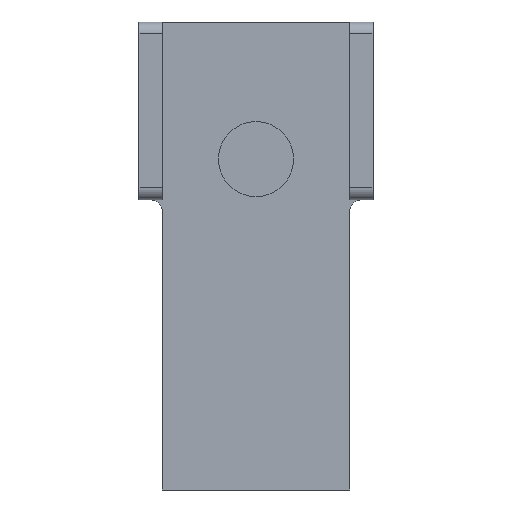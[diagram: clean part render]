
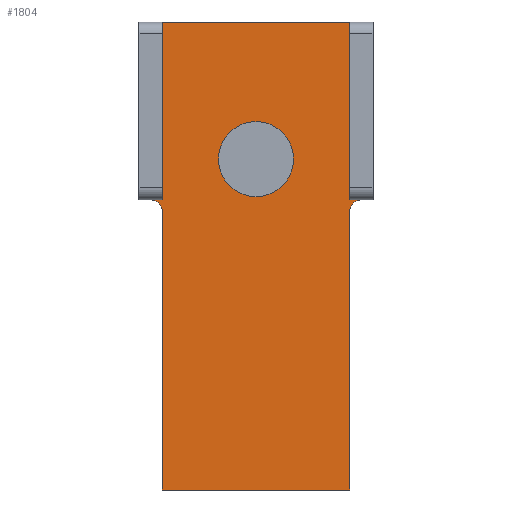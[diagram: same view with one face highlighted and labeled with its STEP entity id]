
A CAD part, front view. The second image highlights one B-rep face of the part: STEP entity #1804.
In plain terms, the highlighted planar face has unit normal (0, -1, 0).
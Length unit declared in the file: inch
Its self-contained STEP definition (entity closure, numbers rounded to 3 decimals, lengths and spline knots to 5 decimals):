
#28 = EDGE_LOOP ( 'NONE', ( #144, #363 ) ) ;
#39 = CARTESIAN_POINT ( 'NONE',  ( 0.7874, -0.3937, -0.84803 ) ) ;
#42 = CARTESIAN_POINT ( 'NONE',  ( 0.8874, -0.3937, -0.74803 ) ) ;
#50 = CARTESIAN_POINT ( 'NONE',  ( -0.7874, -0.3937, 2.50871 ) ) ;
#108 = VECTOR ( 'NONE', #355, 39.37008 ) ;
#112 = VERTEX_POINT ( 'NONE', #196 ) ;
#123 = ORIENTED_EDGE ( 'NONE', *, *, #777, .F. ) ;
#125 = EDGE_CURVE ( 'NONE', #112, #862, #1989, .T. ) ;
#144 = ORIENTED_EDGE ( 'NONE', *, *, #2444, .F. ) ;
#176 = LINE ( 'NONE', #2297, #2077 ) ;
#196 = CARTESIAN_POINT ( 'NONE',  ( 0., -0.3937, -0.72133 ) ) ;
#227 = CARTESIAN_POINT ( 'NONE',  ( -0.7874, -0.3937, 2.50871 ) ) ;
#302 = ORIENTED_EDGE ( 'NONE', *, *, #1605, .T. ) ;
#320 = VERTEX_POINT ( 'NONE', #2329 ) ;
#355 = DIRECTION ( 'NONE',  ( 1., 0., 0. ) ) ;
#360 = AXIS2_PLACEMENT_3D ( 'NONE', #50, #2233, #843 ) ;
#363 = ORIENTED_EDGE ( 'NONE', *, *, #125, .F. ) ;
#368 = EDGE_LOOP ( 'NONE', ( #123, #1134, #912, #2262, #2548, #302, #468, #1263, #1964, #1074 ) ) ;
#396 = DIRECTION ( 'NONE',  ( 0., 1., 0. ) ) ;
#450 = FACE_BOUND ( 'NONE', #28, .T. ) ;
#460 = CARTESIAN_POINT ( 'NONE',  ( -0.7874, -0.3937, 0.74803 ) ) ;
#468 = ORIENTED_EDGE ( 'NONE', *, *, #1882, .T. ) ;
#497 = CARTESIAN_POINT ( 'NONE',  ( -0.7874, -0.3937, -3.18898 ) ) ;
#501 = VERTEX_POINT ( 'NONE', #2436 ) ;
#571 = CARTESIAN_POINT ( 'NONE',  ( 0., -0.3937, -0.4054 ) ) ;
#581 = LINE ( 'NONE', #755, #654 ) ;
#609 = LINE ( 'NONE', #227, #1295 ) ;
#654 = VECTOR ( 'NONE', #1514, 39.37008 ) ;
#664 = VERTEX_POINT ( 'NONE', #1434 ) ;
#743 = EDGE_CURVE ( 'NONE', #1749, #320, #1122, .T. ) ;
#755 = CARTESIAN_POINT ( 'NONE',  ( -0.7874, -0.3937, 2.50871 ) ) ;
#766 = CARTESIAN_POINT ( 'NONE',  ( 0.7874, -0.3937, 2.50871 ) ) ;
#773 = CIRCLE ( 'NONE', #1795, 0.1 ) ;
#777 = EDGE_CURVE ( 'NONE', #1489, #831, #1510, .T. ) ;
#817 = EDGE_CURVE ( 'NONE', #831, #2357, #176, .T. ) ;
#831 = VERTEX_POINT ( 'NONE', #871 ) ;
#837 = CARTESIAN_POINT ( 'NONE',  ( -0.8874, -0.3937, -0.74803 ) ) ;
#843 = DIRECTION ( 'NONE',  ( 0., 0., 1. ) ) ;
#862 = VERTEX_POINT ( 'NONE', #2055 ) ;
#868 = CARTESIAN_POINT ( 'NONE',  ( 0.7874, -0.3937, -3.18898 ) ) ;
#871 = CARTESIAN_POINT ( 'NONE',  ( 0.7874, -0.3937, -0.74803 ) ) ;
#889 = AXIS2_PLACEMENT_3D ( 'NONE', #1401, #1768, #2196 ) ;
#912 = ORIENTED_EDGE ( 'NONE', *, *, #2338, .T. ) ;
#919 = DIRECTION ( 'NONE',  ( 1., 0., 0. ) ) ;
#933 = VECTOR ( 'NONE', #1258, 39.37008 ) ;
#953 = DIRECTION ( 'NONE',  ( 0., 0., 1. ) ) ;
#986 = DIRECTION ( 'NONE',  ( 0., -1., 0. ) ) ;
#1016 = DIRECTION ( 'NONE',  ( 0., 0., -1. ) ) ;
#1032 = LINE ( 'NONE', #460, #2246 ) ;
#1074 = ORIENTED_EDGE ( 'NONE', *, *, #817, .F. ) ;
#1122 = LINE ( 'NONE', #2086, #1659 ) ;
#1134 = ORIENTED_EDGE ( 'NONE', *, *, #1413, .T. ) ;
#1156 = CARTESIAN_POINT ( 'NONE',  ( 0., -0.3937, -0.4054 ) ) ;
#1190 = EDGE_CURVE ( 'NONE', #1749, #2357, #2488, .T. ) ;
#1258 = DIRECTION ( 'NONE',  ( 1., 0., 0. ) ) ;
#1263 = ORIENTED_EDGE ( 'NONE', *, *, #743, .F. ) ;
#1295 = VECTOR ( 'NONE', #1016, 39.37008 ) ;
#1305 = LINE ( 'NONE', #868, #933 ) ;
#1325 = CARTESIAN_POINT ( 'NONE',  ( -0.7874, -0.3937, 0.74803 ) ) ;
#1401 = CARTESIAN_POINT ( 'NONE',  ( 0.8874, -0.3937, -0.84803 ) ) ;
#1413 = EDGE_CURVE ( 'NONE', #1489, #2173, #1032, .T. ) ;
#1434 = CARTESIAN_POINT ( 'NONE',  ( -0.7874, -0.3937, -0.84803 ) ) ;
#1436 = FACE_OUTER_BOUND ( 'NONE', #368, .T. ) ;
#1489 = VERTEX_POINT ( 'NONE', #2247 ) ;
#1510 = LINE ( 'NONE', #766, #1994 ) ;
#1514 = DIRECTION ( 'NONE',  ( 0., 0., -1. ) ) ;
#1520 = CARTESIAN_POINT ( 'NONE',  ( -0.8874, -0.3937, -0.84803 ) ) ;
#1525 = EDGE_CURVE ( 'NONE', #2352, #501, #2325, .T. ) ;
#1528 = CARTESIAN_POINT ( 'NONE',  ( -0.7874, -0.3937, -0.74803 ) ) ;
#1605 = EDGE_CURVE ( 'NONE', #664, #1952, #581, .T. ) ;
#1659 = VECTOR ( 'NONE', #2293, 39.37008 ) ;
#1749 = VERTEX_POINT ( 'NONE', #39 ) ;
#1768 = DIRECTION ( 'NONE',  ( 0., 1., 0. ) ) ;
#1795 = AXIS2_PLACEMENT_3D ( 'NONE', #1520, #396, #953 ) ;
#1804 = ADVANCED_FACE ( 'NONE', ( #450, #1436 ), #1821, .F. ) ;
#1821 = PLANE ( 'NONE',  #360 ) ;
#1882 = EDGE_CURVE ( 'NONE', #1952, #320, #1305, .T. ) ;
#1938 = DIRECTION ( 'NONE',  ( 0., 0., -1. ) ) ;
#1948 = DIRECTION ( 'NONE',  ( 0., 0., 1. ) ) ;
#1952 = VERTEX_POINT ( 'NONE', #497 ) ;
#1964 = ORIENTED_EDGE ( 'NONE', *, *, #1190, .T. ) ;
#1989 = CIRCLE ( 'NONE', #2114, 0.31593 ) ;
#1994 = VECTOR ( 'NONE', #1938, 39.37008 ) ;
#2007 = AXIS2_PLACEMENT_3D ( 'NONE', #571, #2493, #2300 ) ;
#2055 = CARTESIAN_POINT ( 'NONE',  ( 0., -0.3937, -0.08946 ) ) ;
#2077 = VECTOR ( 'NONE', #919, 39.37008 ) ;
#2086 = CARTESIAN_POINT ( 'NONE',  ( 0.7874, -0.3937, 2.50871 ) ) ;
#2088 = EDGE_CURVE ( 'NONE', #2352, #664, #773, .T. ) ;
#2114 = AXIS2_PLACEMENT_3D ( 'NONE', #1156, #986, #1948 ) ;
#2130 = CIRCLE ( 'NONE', #2007, 0.31593 ) ;
#2173 = VERTEX_POINT ( 'NONE', #1325 ) ;
#2196 = DIRECTION ( 'NONE',  ( 0., 0., 1. ) ) ;
#2222 = DIRECTION ( 'NONE',  ( -1., 0., 0. ) ) ;
#2233 = DIRECTION ( 'NONE',  ( 0., 1., 0. ) ) ;
#2246 = VECTOR ( 'NONE', #2222, 39.37008 ) ;
#2247 = CARTESIAN_POINT ( 'NONE',  ( 0.7874, -0.3937, 0.74803 ) ) ;
#2262 = ORIENTED_EDGE ( 'NONE', *, *, #1525, .F. ) ;
#2293 = DIRECTION ( 'NONE',  ( 0., 0., -1. ) ) ;
#2297 = CARTESIAN_POINT ( 'NONE',  ( 0.7874, -0.3937, -0.74803 ) ) ;
#2300 = DIRECTION ( 'NONE',  ( 0., 0., 1. ) ) ;
#2325 = LINE ( 'NONE', #1528, #108 ) ;
#2329 = CARTESIAN_POINT ( 'NONE',  ( 0.7874, -0.3937, -3.18898 ) ) ;
#2338 = EDGE_CURVE ( 'NONE', #2173, #501, #609, .T. ) ;
#2352 = VERTEX_POINT ( 'NONE', #837 ) ;
#2357 = VERTEX_POINT ( 'NONE', #42 ) ;
#2436 = CARTESIAN_POINT ( 'NONE',  ( -0.7874, -0.3937, -0.74803 ) ) ;
#2444 = EDGE_CURVE ( 'NONE', #862, #112, #2130, .T. ) ;
#2488 = CIRCLE ( 'NONE', #889, 0.1 ) ;
#2493 = DIRECTION ( 'NONE',  ( 0., -1., 0. ) ) ;
#2548 = ORIENTED_EDGE ( 'NONE', *, *, #2088, .T. ) ;
